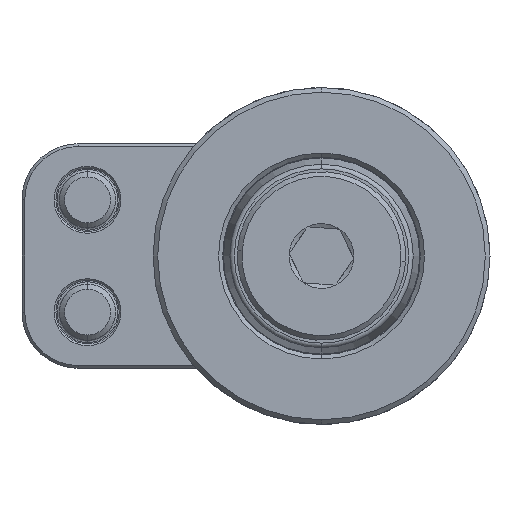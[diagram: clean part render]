
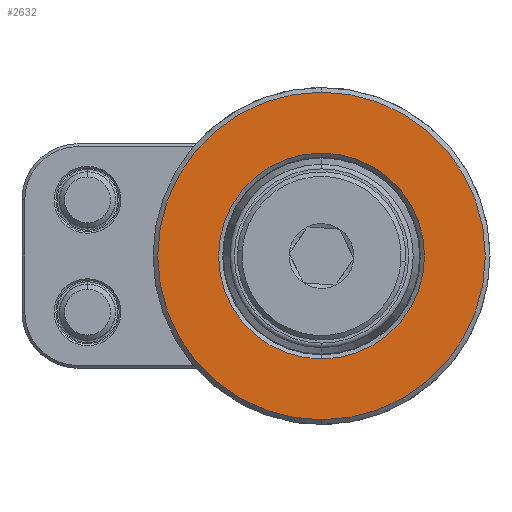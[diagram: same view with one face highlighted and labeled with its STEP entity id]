
A CAD part, front view. The second image highlights one B-rep face of the part: STEP entity #2632.
In plain terms, the highlighted planar face has unit normal (0, -1, 0).
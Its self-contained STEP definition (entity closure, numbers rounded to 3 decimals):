
#569 = DIRECTION ( 'NONE',  ( 0., 0., 1. ) ) ;
#1595 = DIRECTION ( 'NONE',  ( 0., 1., 0. ) ) ;
#1751 = VERTEX_POINT ( 'NONE', #5055 ) ;
#2299 = CARTESIAN_POINT ( 'NONE',  ( 0., 0., 17.5 ) ) ;
#2632 = ADVANCED_FACE ( 'NONE', ( #4624, #7397 ), #6169, .F. ) ;
#2817 = DIRECTION ( 'NONE',  ( 0., 0., 1. ) ) ;
#2974 = CIRCLE ( 'NONE', #15453, 11. ) ;
#3191 = EDGE_CURVE ( 'NONE', #8490, #8153, #12950, .T. ) ;
#3672 = CIRCLE ( 'NONE', #7050, 17.5 ) ;
#3718 = AXIS2_PLACEMENT_3D ( 'NONE', #9997, #14049, #13893 ) ;
#4264 = CARTESIAN_POINT ( 'NONE',  ( 0., 0., 0. ) ) ;
#4424 = DIRECTION ( 'NONE',  ( 0., 1., 0. ) ) ;
#4624 = FACE_BOUND ( 'NONE', #10171, .T. ) ;
#5055 = CARTESIAN_POINT ( 'NONE',  ( 0., 0., -11. ) ) ;
#5469 = EDGE_CURVE ( 'NONE', #13178, #1751, #2974, .T. ) ;
#5650 = ORIENTED_EDGE ( 'NONE', *, *, #5469, .T. ) ;
#6169 = PLANE ( 'NONE',  #3718 ) ;
#6973 = AXIS2_PLACEMENT_3D ( 'NONE', #10667, #9614, #10746 ) ;
#7050 = AXIS2_PLACEMENT_3D ( 'NONE', #10570, #8209, #569 ) ;
#7397 = FACE_OUTER_BOUND ( 'NONE', #10459, .T. ) ;
#7552 = CARTESIAN_POINT ( 'NONE',  ( 0., 0., 11. ) ) ;
#8115 = ORIENTED_EDGE ( 'NONE', *, *, #3191, .T. ) ;
#8153 = VERTEX_POINT ( 'NONE', #8425 ) ;
#8209 = DIRECTION ( 'NONE',  ( 0., -1., 0. ) ) ;
#8425 = CARTESIAN_POINT ( 'NONE',  ( 0., 0., -17.5 ) ) ;
#8490 = VERTEX_POINT ( 'NONE', #2299 ) ;
#9004 = CARTESIAN_POINT ( 'NONE',  ( 0., 0., 0. ) ) ;
#9614 = DIRECTION ( 'NONE',  ( 0., -1., 0. ) ) ;
#9997 = CARTESIAN_POINT ( 'NONE',  ( -18., 0., 0. ) ) ;
#10171 = EDGE_LOOP ( 'NONE', ( #14903, #5650 ) ) ;
#10268 = EDGE_CURVE ( 'NONE', #8153, #8490, #3672, .T. ) ;
#10459 = EDGE_LOOP ( 'NONE', ( #8115, #11148 ) ) ;
#10570 = CARTESIAN_POINT ( 'NONE',  ( 0., 0., 0. ) ) ;
#10667 = CARTESIAN_POINT ( 'NONE',  ( 0., 0., 0. ) ) ;
#10746 = DIRECTION ( 'NONE',  ( 0., 0., 1. ) ) ;
#11148 = ORIENTED_EDGE ( 'NONE', *, *, #10268, .T. ) ;
#11158 = EDGE_CURVE ( 'NONE', #1751, #13178, #15704, .T. ) ;
#11825 = AXIS2_PLACEMENT_3D ( 'NONE', #9004, #1595, #2817 ) ;
#12950 = CIRCLE ( 'NONE', #6973, 17.5 ) ;
#13178 = VERTEX_POINT ( 'NONE', #7552 ) ;
#13893 = DIRECTION ( 'NONE',  ( 0., 0., 1. ) ) ;
#14049 = DIRECTION ( 'NONE',  ( 0., 1., 0. ) ) ;
#14350 = DIRECTION ( 'NONE',  ( 0., 0., 1. ) ) ;
#14903 = ORIENTED_EDGE ( 'NONE', *, *, #11158, .T. ) ;
#15453 = AXIS2_PLACEMENT_3D ( 'NONE', #4264, #4424, #14350 ) ;
#15704 = CIRCLE ( 'NONE', #11825, 11. ) ;
